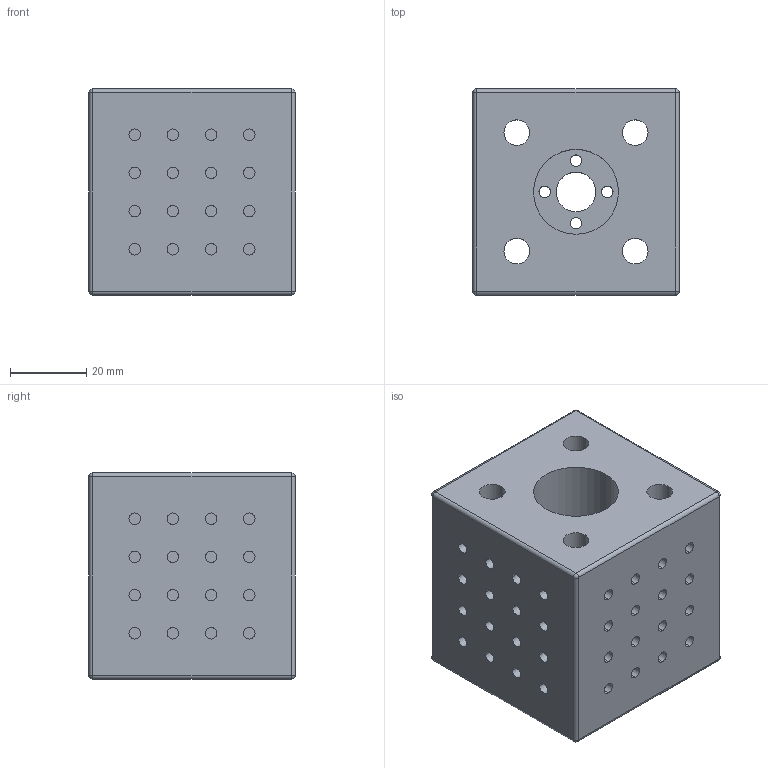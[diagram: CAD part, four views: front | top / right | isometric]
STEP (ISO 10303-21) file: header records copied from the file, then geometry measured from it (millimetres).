
FILE_DESCRIPTION (( 'STEP AP214' ), '1' );
FILE_NAME ('cuboconLM6UU.STEP', '2020-02-26T14:56:37', ( '' ), ( '' ), 'SwSTEP 2.0', 'SolidWorks 2019', '' );
FILE_SCHEMA (( 'AUTOMOTIVE_DESIGN' ));
Length unit declared in the file: millimetre
Products named in the file (1): cuboconLM6UU
Bounding box: 54 x 54 x 54 mm (x, y, z)
Volume: 120988.8 mm3; surface area: 29760.3 mm2
Topology: 1 solids, 1 shells, 254 faces, 530 edges, 340 vertices
Faces by surface type: cylinder 170, plane 76, sphere 8
Entity records: 6924 total; most frequent: DIRECTION 1372, CARTESIAN_POINT 1117, ORIENTED_EDGE 1044, AXIS2_PLACEMENT_3D 595, EDGE_CURVE 522, EDGE_LOOP 342, VERTEX_POINT 340, CIRCLE 340
